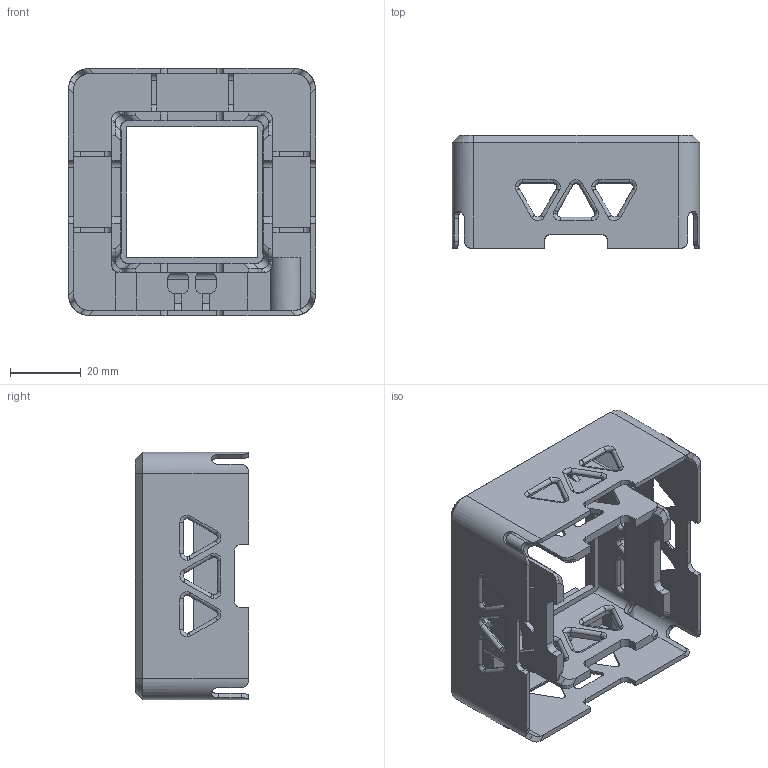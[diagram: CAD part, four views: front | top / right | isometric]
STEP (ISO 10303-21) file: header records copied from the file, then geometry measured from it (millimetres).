
FILE_DESCRIPTION (( 'STEP AP214' ), '1' );
FILE_NAME ('base_light_reinforced.STEP', '2019-08-16T13:55:04', ( '' ), ( '' ), 'SwSTEP 2.0', 'SolidWorks 2012', '' );
FILE_SCHEMA (( 'AUTOMOTIVE_DESIGN' ));
Length unit declared in the file: millimetre
Products named in the file (1): base_light_reinforced
Bounding box: 70 x 32 x 70 mm (x, y, z)
Volume: 26512.7 mm3; surface area: 32562.4 mm2
Topology: 3 solids, 8 shells, 710 faces, 1879 edges, 1181 vertices
Faces by surface type: plane 309, cylinder 275, torus 92, bspline 19, cone 15
Entity records: 31182 total; most frequent: CARTESIAN_POINT 7117, ORIENTED_EDGE 3758, DIRECTION 3756, EDGE_CURVE 1879, AXIS2_PLACEMENT_3D 1310, VERTEX_POINT 1181, LINE 1136, VECTOR 1136
